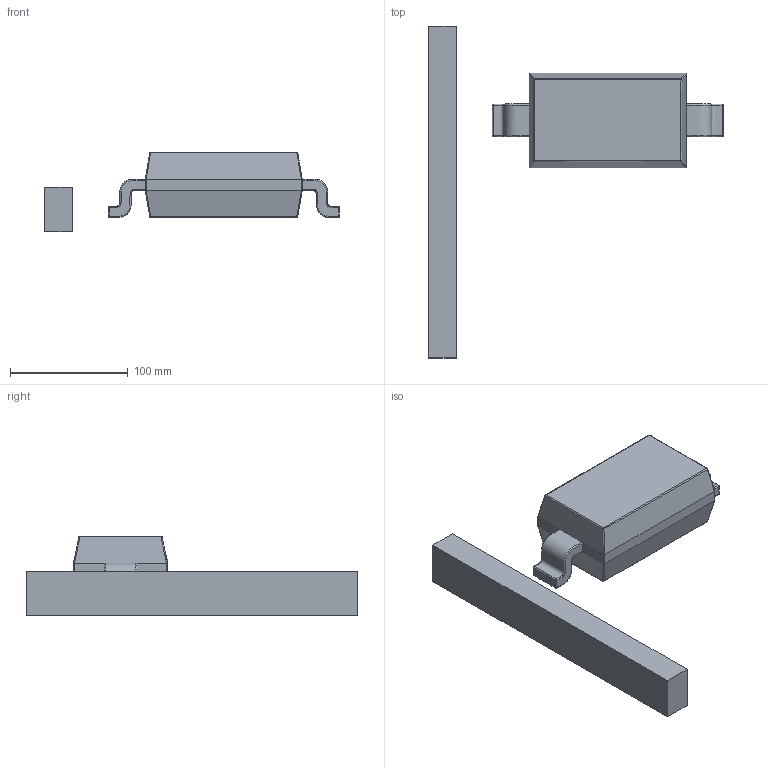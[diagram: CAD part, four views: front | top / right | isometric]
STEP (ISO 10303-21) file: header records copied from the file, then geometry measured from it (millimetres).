
FILE_DESCRIPTION(/* description */ (''),/* implementation_level */ '2;1');
FILE_NAME(/* name */ 'SOD-123',/* time_stamp */ '2019-10-29T10:47:53+08:00',/* author */ (''),/* organization */ (''),/* preprocessor_version */ 'ST-DEVELOPER v10',/* originating_system */ '',/* authorisation */ '');
FILE_SCHEMA (('CONFIG_CONTROL_DESIGN'));
Length unit declared in the file: centimetre
Products named in the file (1): 1
Bounding box: 250.51 x 282.04 x 67.94 mm (x, y, z)
Volume: 832450.1 mm3; surface area: 128890 mm2
Topology: 6 solids, 6 shells, 94 faces, 208 edges, 126 vertices
Faces by surface type: bspline 94
Entity records: 3613 total; most frequent: CARTESIAN_POINT 2429, ORIENTED_EDGE 388, EDGE_CURVE 194, VERTEX_POINT 112, ADVANCED_FACE 94, FACE_OUTER_BOUND 94, EDGE_LOOP 94, B_SPLINE_CURVE_WITH_KNOTS 56
